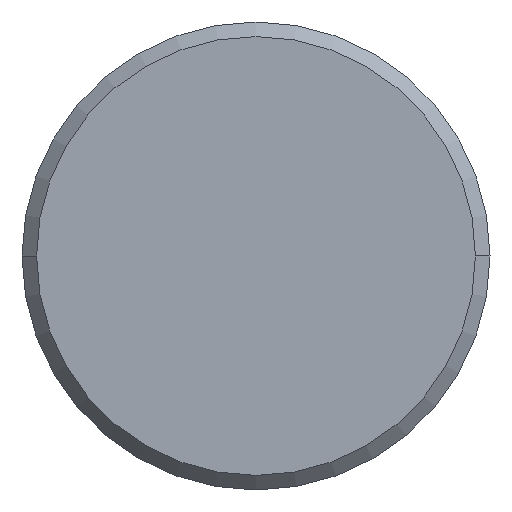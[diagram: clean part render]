
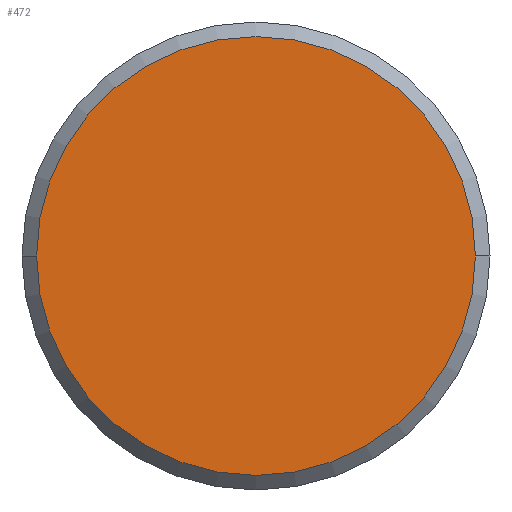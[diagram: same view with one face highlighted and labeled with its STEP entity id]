
A CAD part, left-side view. The second image highlights one B-rep face of the part: STEP entity #472.
In plain terms, the highlighted planar face has unit normal (-1, 0, 0).
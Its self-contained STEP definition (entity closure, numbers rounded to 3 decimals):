
#4 = CARTESIAN_POINT ( 'NONE',  ( -60., 0., 0. ) ) ;
#37 = CIRCLE ( 'NONE', #431, 7.5 ) ;
#49 = DIRECTION ( 'NONE',  ( 0., 1., 0. ) ) ;
#53 = ORIENTED_EDGE ( 'NONE', *, *, #359, .F. ) ;
#90 = CARTESIAN_POINT ( 'NONE',  ( -60., -7.5, 0. ) ) ;
#94 = AXIS2_PLACEMENT_3D ( 'NONE', #297, #453, #265 ) ;
#127 = ORIENTED_EDGE ( 'NONE', *, *, #465, .F. ) ;
#131 = FACE_OUTER_BOUND ( 'NONE', #224, .T. ) ;
#152 = PLANE ( 'NONE',  #94 ) ;
#193 = CARTESIAN_POINT ( 'NONE',  ( -60., 0., 0. ) ) ;
#215 = VERTEX_POINT ( 'NONE', #316 ) ;
#216 = AXIS2_PLACEMENT_3D ( 'NONE', #4, #290, #49 ) ;
#224 = EDGE_LOOP ( 'NONE', ( #127, #53 ) ) ;
#231 = DIRECTION ( 'NONE',  ( 0., 1., 0. ) ) ;
#265 = DIRECTION ( 'NONE',  ( 0., -1., 0. ) ) ;
#290 = DIRECTION ( 'NONE',  ( 1., 0., 0. ) ) ;
#297 = CARTESIAN_POINT ( 'NONE',  ( -60., 0., 0. ) ) ;
#308 = VERTEX_POINT ( 'NONE', #90 ) ;
#316 = CARTESIAN_POINT ( 'NONE',  ( -60., 7.5, 0. ) ) ;
#359 = EDGE_CURVE ( 'NONE', #308, #215, #437, .T. ) ;
#421 = DIRECTION ( 'NONE',  ( 1., 0., 0. ) ) ;
#431 = AXIS2_PLACEMENT_3D ( 'NONE', #193, #421, #231 ) ;
#437 = CIRCLE ( 'NONE', #216, 7.5 ) ;
#453 = DIRECTION ( 'NONE',  ( -1., 0., 0. ) ) ;
#465 = EDGE_CURVE ( 'NONE', #215, #308, #37, .T. ) ;
#472 = ADVANCED_FACE ( 'NONE', ( #131 ), #152, .T. ) ;
